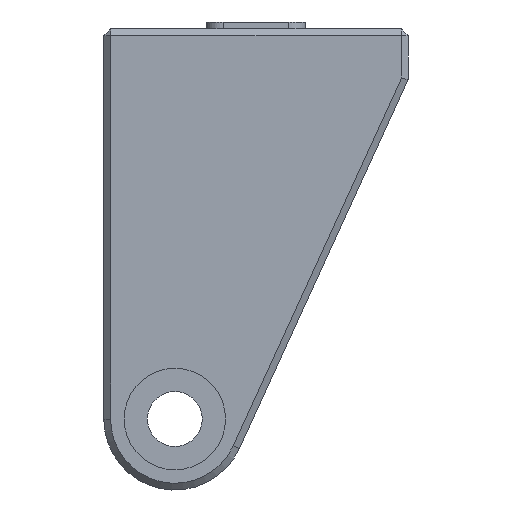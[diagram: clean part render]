
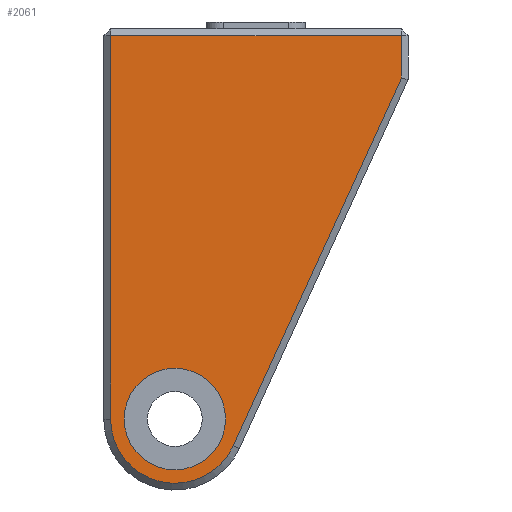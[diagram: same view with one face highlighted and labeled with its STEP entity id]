
A CAD part, left-side view. The second image highlights one B-rep face of the part: STEP entity #2061.
In plain terms, the highlighted planar face has unit normal (-1, 0, 0).
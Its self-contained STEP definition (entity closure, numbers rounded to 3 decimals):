
#33 = CARTESIAN_POINT ( 'NONE',  ( -29.1, 0., 17.674 ) ) ;
#53 = DIRECTION ( 'NONE',  ( 1., 0., 0. ) ) ;
#196 = CARTESIAN_POINT ( 'NONE',  ( -29.1, 3.8, 17.674 ) ) ;
#227 = ORIENTED_EDGE ( 'NONE', *, *, #3385, .T. ) ;
#268 = ORIENTED_EDGE ( 'NONE', *, *, #607, .T. ) ;
#329 = LINE ( 'NONE', #1895, #1358 ) ;
#391 = DIRECTION ( 'NONE',  ( 0., 1., 0. ) ) ;
#422 = EDGE_CURVE ( 'NONE', #3707, #871, #2415, .T. ) ;
#465 = EDGE_LOOP ( 'NONE', ( #485, #3182, #268, #1914, #587 ) ) ;
#471 = VECTOR ( 'NONE', #2077, 1000. ) ;
#485 = ORIENTED_EDGE ( 'NONE', *, *, #1889, .T. ) ;
#545 = LINE ( 'NONE', #1816, #1038 ) ;
#587 = ORIENTED_EDGE ( 'NONE', *, *, #3333, .T. ) ;
#607 = EDGE_CURVE ( 'NONE', #821, #3707, #329, .T. ) ;
#680 = VERTEX_POINT ( 'NONE', #196 ) ;
#794 = CARTESIAN_POINT ( 'NONE',  ( -29.1, -11.458, 33.594 ) ) ;
#821 = VERTEX_POINT ( 'NONE', #2455 ) ;
#871 = VERTEX_POINT ( 'NONE', #2141 ) ;
#890 = EDGE_CURVE ( 'NONE', #2342, #821, #3659, .T. ) ;
#956 = DIRECTION ( 'NONE',  ( 0., 0., -1. ) ) ;
#970 = DIRECTION ( 'NONE',  ( 0., 1., 0. ) ) ;
#1038 = VECTOR ( 'NONE', #956, 1000. ) ;
#1060 = CARTESIAN_POINT ( 'NONE',  ( -29.1, 0., 17.674 ) ) ;
#1113 = CIRCLE ( 'NONE', #2524, 3. ) ;
#1154 = CIRCLE ( 'NONE', #3159, 3.8 ) ;
#1263 = CARTESIAN_POINT ( 'NONE',  ( -29.1, -13.4, 40.354 ) ) ;
#1281 = CARTESIAN_POINT ( 'NONE',  ( -29.1, 4.2, 40.754 ) ) ;
#1305 = DIRECTION ( 'NONE',  ( 1., 0., 0. ) ) ;
#1358 = VECTOR ( 'NONE', #1954, 1000. ) ;
#1387 = VECTOR ( 'NONE', #3617, 1000. ) ;
#1493 = FACE_BOUND ( 'NONE', #3498, .T. ) ;
#1559 = CARTESIAN_POINT ( 'NONE',  ( -29.1, 3., 17.674 ) ) ;
#1761 = VERTEX_POINT ( 'NONE', #1880 ) ;
#1816 = CARTESIAN_POINT ( 'NONE',  ( -29.1, 3.8, 40.754 ) ) ;
#1880 = CARTESIAN_POINT ( 'NONE',  ( -29.1, -3., 17.674 ) ) ;
#1889 = EDGE_CURVE ( 'NONE', #680, #2342, #1154, .T. ) ;
#1895 = CARTESIAN_POINT ( 'NONE',  ( -29.1, -13.4, 40.754 ) ) ;
#1909 = CARTESIAN_POINT ( 'NONE',  ( -29.1, 0., 17.674 ) ) ;
#1914 = ORIENTED_EDGE ( 'NONE', *, *, #422, .T. ) ;
#1954 = DIRECTION ( 'NONE',  ( 0., 0., 1. ) ) ;
#2021 = VERTEX_POINT ( 'NONE', #1559 ) ;
#2061 = ADVANCED_FACE ( 'NONE', ( #3080, #1493 ), #2490, .F. ) ;
#2077 = DIRECTION ( 'NONE',  ( 0., -0.416, 0.909 ) ) ;
#2141 = CARTESIAN_POINT ( 'NONE',  ( -29.1, 3.8, 40.354 ) ) ;
#2190 = AXIS2_PLACEMENT_3D ( 'NONE', #33, #53, #391 ) ;
#2342 = VERTEX_POINT ( 'NONE', #2500 ) ;
#2352 = DIRECTION ( 'NONE',  ( -1., 0., 0. ) ) ;
#2415 = LINE ( 'NONE', #3911, #1387 ) ;
#2455 = CARTESIAN_POINT ( 'NONE',  ( -29.1, -13.4, 37.841 ) ) ;
#2490 = PLANE ( 'NONE',  #3895 ) ;
#2500 = CARTESIAN_POINT ( 'NONE',  ( -29.1, -3.456, 16.094 ) ) ;
#2524 = AXIS2_PLACEMENT_3D ( 'NONE', #1909, #2824, #2886 ) ;
#2614 = ORIENTED_EDGE ( 'NONE', *, *, #3629, .T. ) ;
#2824 = DIRECTION ( 'NONE',  ( 1., 0., 0. ) ) ;
#2886 = DIRECTION ( 'NONE',  ( 0., 1., 0. ) ) ;
#3080 = FACE_OUTER_BOUND ( 'NONE', #465, .T. ) ;
#3159 = AXIS2_PLACEMENT_3D ( 'NONE', #1060, #2352, #3616 ) ;
#3182 = ORIENTED_EDGE ( 'NONE', *, *, #890, .T. ) ;
#3333 = EDGE_CURVE ( 'NONE', #871, #680, #545, .T. ) ;
#3385 = EDGE_CURVE ( 'NONE', #1761, #2021, #3524, .T. ) ;
#3498 = EDGE_LOOP ( 'NONE', ( #2614, #227 ) ) ;
#3524 = CIRCLE ( 'NONE', #2190, 3. ) ;
#3616 = DIRECTION ( 'NONE',  ( 0., 1., 0. ) ) ;
#3617 = DIRECTION ( 'NONE',  ( 0., 1., 0. ) ) ;
#3629 = EDGE_CURVE ( 'NONE', #2021, #1761, #1113, .T. ) ;
#3659 = LINE ( 'NONE', #794, #471 ) ;
#3707 = VERTEX_POINT ( 'NONE', #1263 ) ;
#3895 = AXIS2_PLACEMENT_3D ( 'NONE', #1281, #1305, #970 ) ;
#3911 = CARTESIAN_POINT ( 'NONE',  ( -29.1, 4.2, 40.354 ) ) ;
